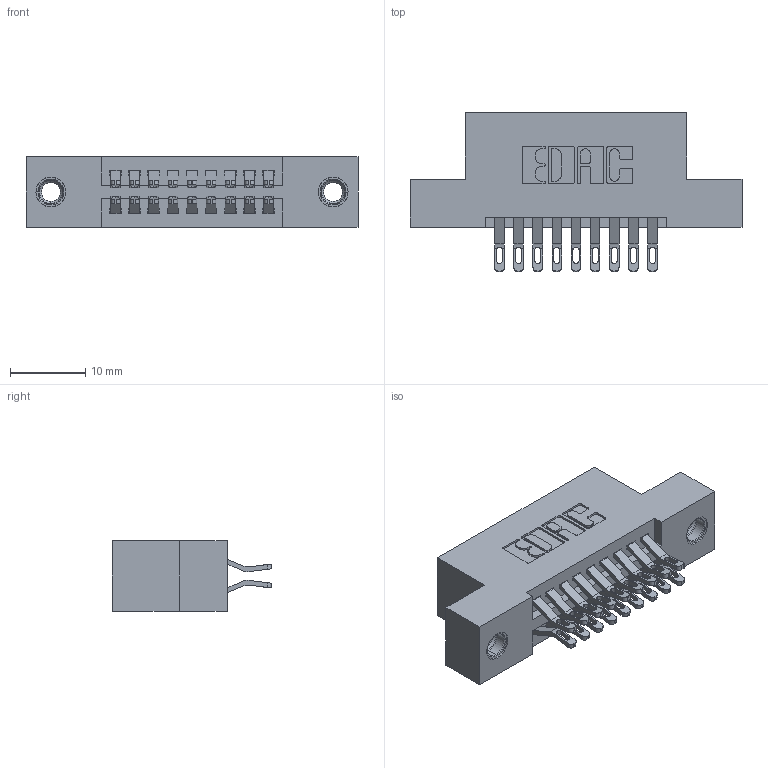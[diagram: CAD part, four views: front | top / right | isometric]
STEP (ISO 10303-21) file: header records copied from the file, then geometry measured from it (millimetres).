
FILE_DESCRIPTION (( 'STEP AP203' ), '1' );
FILE_NAME ('345-018-555-207.STEP', '2018-08-19T22:43:51', ( '' ), ( '' ), 'SwSTEP 2.0', 'SolidWorks 2016', '' );
FILE_SCHEMA (( 'CONFIG_CONTROL_DESIGN' ));
Length unit declared in the file: inch
Products named in the file (4): 345 Part_Flush Mounting Lugs - 0.156 Dia-TI; 345-292-001_555 Tail; 345-250-001_345-250-005-103; 345-018-555-207
Assembly tree (21 placements, depth 2):
  345-018-555-207
    345 Part_Flush Mounting Lugs - 0.156 Dia-TI
    345-292-001_555 Tail  x18
    345-250-001_345-250-005-103  x2
Bounding box: 44.07 x 21.13 x 9.4 mm (x, y, z)
Volume: 4013.3 mm3; surface area: 5502.6 mm2
Topology: 21 solids, 21 shells, 1194 faces, 3663 edges, 2434 vertices
Faces by surface type: plane 670, cylinder 508, cone 12, torus 4
Entity records: 13016 total; most frequent: CARTESIAN_POINT 2229, ORIENTED_EDGE 2126, DIRECTION 2001, EDGE_CURVE 1063, LINE 855, VECTOR 855, VERTEX_POINT 704, AXIS2_PLACEMENT_3D 573
